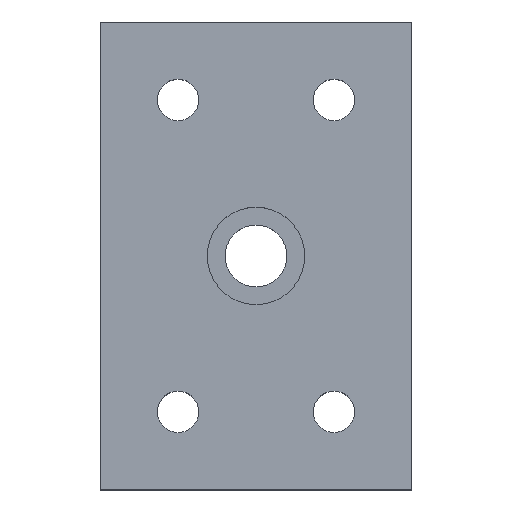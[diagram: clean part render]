
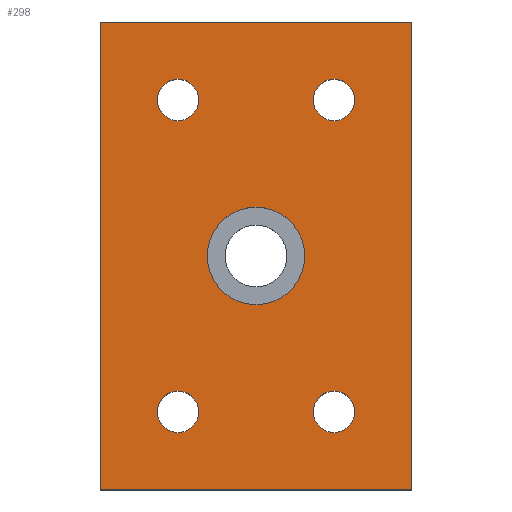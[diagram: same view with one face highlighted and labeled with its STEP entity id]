
A CAD part, top view. The second image highlights one B-rep face of the part: STEP entity #298.
In plain terms, the highlighted planar face has unit normal (0, 0, 1).
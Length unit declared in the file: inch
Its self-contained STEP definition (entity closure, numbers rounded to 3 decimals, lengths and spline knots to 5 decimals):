
#2 = AXIS2_PLACEMENT_3D ( 'NONE', #576, #633, #59 ) ;
#5 = VERTEX_POINT ( 'NONE', #645 ) ;
#7 = DIRECTION ( 'NONE',  ( 0., 0., 1. ) ) ;
#8 = CARTESIAN_POINT ( 'NONE',  ( 1.367, 0.5, 0.625 ) ) ;
#12 = CARTESIAN_POINT ( 'NONE',  ( 1.633, 0.5, 0.625 ) ) ;
#16 = VERTEX_POINT ( 'NONE', #12 ) ;
#19 = EDGE_CURVE ( 'NONE', #237, #5, #215, .T. ) ;
#31 = CARTESIAN_POINT ( 'NONE',  ( 1.3125, 1.5, 0.625 ) ) ;
#43 = EDGE_CURVE ( 'NONE', #448, #688, #516, .T. ) ;
#44 = CARTESIAN_POINT ( 'NONE',  ( 2., 0., 0.625 ) ) ;
#54 = LINE ( 'NONE', #546, #565 ) ;
#59 = DIRECTION ( 'NONE',  ( 1., 0., 0. ) ) ;
#61 = CARTESIAN_POINT ( 'NONE',  ( 1.5, 0.5, 0.625 ) ) ;
#62 = AXIS2_PLACEMENT_3D ( 'NONE', #239, #568, #187 ) ;
#66 = DIRECTION ( 'NONE',  ( 1., 0., 0. ) ) ;
#72 = CARTESIAN_POINT ( 'NONE',  ( 1.633, 2.5, 0.625 ) ) ;
#78 = ORIENTED_EDGE ( 'NONE', *, *, #43, .F. ) ;
#84 = DIRECTION ( 'NONE',  ( 1., 0., 0. ) ) ;
#86 = EDGE_LOOP ( 'NONE', ( #122, #381 ) ) ;
#91 = VERTEX_POINT ( 'NONE', #8 ) ;
#92 = VERTEX_POINT ( 'NONE', #399 ) ;
#100 = EDGE_LOOP ( 'NONE', ( #617, #380 ) ) ;
#106 = CARTESIAN_POINT ( 'NONE',  ( 1., 1.5, 0.625 ) ) ;
#108 = EDGE_CURVE ( 'NONE', #405, #238, #481, .T. ) ;
#115 = CARTESIAN_POINT ( 'NONE',  ( 1., 1.5, 0.625 ) ) ;
#122 = ORIENTED_EDGE ( 'NONE', *, *, #208, .F. ) ;
#129 = EDGE_CURVE ( 'NONE', #238, #405, #141, .T. ) ;
#135 = CARTESIAN_POINT ( 'NONE',  ( 0., 0., 0.625 ) ) ;
#136 = CARTESIAN_POINT ( 'NONE',  ( 1.5, 2.5, 0.625 ) ) ;
#137 = DIRECTION ( 'NONE',  ( 1., 0., 0. ) ) ;
#139 = LINE ( 'NONE', #384, #394 ) ;
#141 = CIRCLE ( 'NONE', #500, 0.133 ) ;
#155 = FACE_BOUND ( 'NONE', #350, .T. ) ;
#156 = EDGE_CURVE ( 'NONE', #319, #329, #54, .T. ) ;
#167 = DIRECTION ( 'NONE',  ( 1., 0., 0. ) ) ;
#179 = LINE ( 'NONE', #498, #446 ) ;
#185 = CARTESIAN_POINT ( 'NONE',  ( 0., 3., 0.625 ) ) ;
#187 = DIRECTION ( 'NONE',  ( 1., 0., 0. ) ) ;
#195 = EDGE_LOOP ( 'NONE', ( #505, #601, #312, #525 ) ) ;
#200 = DIRECTION ( 'NONE',  ( 0., 0., 1. ) ) ;
#201 = AXIS2_PLACEMENT_3D ( 'NONE', #637, #355, #450 ) ;
#206 = FACE_OUTER_BOUND ( 'NONE', #195, .T. ) ;
#208 = EDGE_CURVE ( 'NONE', #584, #92, #486, .T. ) ;
#215 = CIRCLE ( 'NONE', #282, 0.133 ) ;
#229 = LINE ( 'NONE', #44, #666 ) ;
#234 = DIRECTION ( 'NONE',  ( 0., 0., 1. ) ) ;
#237 = VERTEX_POINT ( 'NONE', #72 ) ;
#238 = VERTEX_POINT ( 'NONE', #460 ) ;
#239 = CARTESIAN_POINT ( 'NONE',  ( 1.5, 0.5, 0.625 ) ) ;
#246 = FACE_BOUND ( 'NONE', #86, .T. ) ;
#249 = AXIS2_PLACEMENT_3D ( 'NONE', #106, #528, #587 ) ;
#273 = VERTEX_POINT ( 'NONE', #458 ) ;
#277 = CIRCLE ( 'NONE', #451, 0.3125 ) ;
#279 = DIRECTION ( 'NONE',  ( -1., 0., 0. ) ) ;
#282 = AXIS2_PLACEMENT_3D ( 'NONE', #418, #474, #530 ) ;
#286 = CARTESIAN_POINT ( 'NONE',  ( 0.5, 0.5, 0.625 ) ) ;
#298 = ADVANCED_FACE ( 'NONE', ( #246, #155, #412, #311, #471, #206 ), #682, .F. ) ;
#307 = DIRECTION ( 'NONE',  ( 1., 0., 0. ) ) ;
#311 = FACE_BOUND ( 'NONE', #375, .T. ) ;
#312 = ORIENTED_EDGE ( 'NONE', *, *, #479, .T. ) ;
#319 = VERTEX_POINT ( 'NONE', #185 ) ;
#329 = VERTEX_POINT ( 'NONE', #135 ) ;
#331 = AXIS2_PLACEMENT_3D ( 'NONE', #136, #444, #84 ) ;
#346 = DIRECTION ( 'NONE',  ( 0., 1., 0. ) ) ;
#349 = CARTESIAN_POINT ( 'NONE',  ( 0.5, 0.5, 0.625 ) ) ;
#350 = EDGE_LOOP ( 'NONE', ( #558, #489 ) ) ;
#355 = DIRECTION ( 'NONE',  ( 0., 0., -1. ) ) ;
#375 = EDGE_LOOP ( 'NONE', ( #659, #473 ) ) ;
#380 = ORIENTED_EDGE ( 'NONE', *, *, #419, .F. ) ;
#381 = ORIENTED_EDGE ( 'NONE', *, *, #559, .F. ) ;
#384 = CARTESIAN_POINT ( 'NONE',  ( 0., 3., 0.625 ) ) ;
#390 = CARTESIAN_POINT ( 'NONE',  ( 2., 3., 0.625 ) ) ;
#391 = AXIS2_PLACEMENT_3D ( 'NONE', #349, #678, #137 ) ;
#394 = VECTOR ( 'NONE', #279, 39.37008 ) ;
#396 = EDGE_CURVE ( 'NONE', #688, #448, #277, .T. ) ;
#398 = DIRECTION ( 'NONE',  ( 0., -1., 0. ) ) ;
#399 = CARTESIAN_POINT ( 'NONE',  ( 0.367, 2.5, 0.625 ) ) ;
#400 = AXIS2_PLACEMENT_3D ( 'NONE', #615, #234, #561 ) ;
#405 = VERTEX_POINT ( 'NONE', #421 ) ;
#412 = FACE_BOUND ( 'NONE', #100, .T. ) ;
#418 = CARTESIAN_POINT ( 'NONE',  ( 1.5, 2.5, 0.625 ) ) ;
#419 = EDGE_CURVE ( 'NONE', #91, #16, #552, .T. ) ;
#421 = CARTESIAN_POINT ( 'NONE',  ( 0.633, 0.5, 0.625 ) ) ;
#441 = ORIENTED_EDGE ( 'NONE', *, *, #396, .F. ) ;
#444 = DIRECTION ( 'NONE',  ( 0., 0., 1. ) ) ;
#446 = VECTOR ( 'NONE', #673, 39.37008 ) ;
#448 = VERTEX_POINT ( 'NONE', #583 ) ;
#450 = DIRECTION ( 'NONE',  ( -1., 0., 0. ) ) ;
#451 = AXIS2_PLACEMENT_3D ( 'NONE', #115, #7, #307 ) ;
#458 = CARTESIAN_POINT ( 'NONE',  ( 2., 0., 0.625 ) ) ;
#460 = CARTESIAN_POINT ( 'NONE',  ( 0.367, 0.5, 0.625 ) ) ;
#462 = CIRCLE ( 'NONE', #331, 0.133 ) ;
#471 = FACE_BOUND ( 'NONE', #543, .T. ) ;
#473 = ORIENTED_EDGE ( 'NONE', *, *, #129, .F. ) ;
#474 = DIRECTION ( 'NONE',  ( 0., 0., 1. ) ) ;
#479 = EDGE_CURVE ( 'NONE', #273, #578, #229, .T. ) ;
#481 = CIRCLE ( 'NONE', #391, 0.133 ) ;
#486 = CIRCLE ( 'NONE', #2, 0.133 ) ;
#489 = ORIENTED_EDGE ( 'NONE', *, *, #562, .F. ) ;
#491 = EDGE_CURVE ( 'NONE', #16, #91, #514, .T. ) ;
#498 = CARTESIAN_POINT ( 'NONE',  ( 0., 0., 0.625 ) ) ;
#500 = AXIS2_PLACEMENT_3D ( 'NONE', #286, #200, #167 ) ;
#505 = ORIENTED_EDGE ( 'NONE', *, *, #156, .T. ) ;
#514 = CIRCLE ( 'NONE', #62, 0.133 ) ;
#516 = CIRCLE ( 'NONE', #249, 0.3125 ) ;
#525 = ORIENTED_EDGE ( 'NONE', *, *, #670, .T. ) ;
#526 = AXIS2_PLACEMENT_3D ( 'NONE', #61, #536, #66 ) ;
#528 = DIRECTION ( 'NONE',  ( 0., 0., 1. ) ) ;
#530 = DIRECTION ( 'NONE',  ( 1., 0., 0. ) ) ;
#536 = DIRECTION ( 'NONE',  ( 0., 0., 1. ) ) ;
#543 = EDGE_LOOP ( 'NONE', ( #441, #78 ) ) ;
#546 = CARTESIAN_POINT ( 'NONE',  ( 0., 0., 0.625 ) ) ;
#552 = CIRCLE ( 'NONE', #526, 0.133 ) ;
#558 = ORIENTED_EDGE ( 'NONE', *, *, #19, .F. ) ;
#559 = EDGE_CURVE ( 'NONE', #92, #584, #614, .T. ) ;
#561 = DIRECTION ( 'NONE',  ( 1., 0., 0. ) ) ;
#562 = EDGE_CURVE ( 'NONE', #5, #237, #462, .T. ) ;
#565 = VECTOR ( 'NONE', #398, 39.37008 ) ;
#568 = DIRECTION ( 'NONE',  ( 0., 0., 1. ) ) ;
#572 = EDGE_CURVE ( 'NONE', #329, #273, #179, .T. ) ;
#576 = CARTESIAN_POINT ( 'NONE',  ( 0.5, 2.5, 0.625 ) ) ;
#578 = VERTEX_POINT ( 'NONE', #390 ) ;
#583 = CARTESIAN_POINT ( 'NONE',  ( 0.6875, 1.5, 0.625 ) ) ;
#584 = VERTEX_POINT ( 'NONE', #671 ) ;
#587 = DIRECTION ( 'NONE',  ( 1., 0., 0. ) ) ;
#601 = ORIENTED_EDGE ( 'NONE', *, *, #572, .T. ) ;
#614 = CIRCLE ( 'NONE', #400, 0.133 ) ;
#615 = CARTESIAN_POINT ( 'NONE',  ( 0.5, 2.5, 0.625 ) ) ;
#617 = ORIENTED_EDGE ( 'NONE', *, *, #491, .F. ) ;
#633 = DIRECTION ( 'NONE',  ( 0., 0., 1. ) ) ;
#637 = CARTESIAN_POINT ( 'NONE',  ( 0., 0., 0.625 ) ) ;
#645 = CARTESIAN_POINT ( 'NONE',  ( 1.367, 2.5, 0.625 ) ) ;
#659 = ORIENTED_EDGE ( 'NONE', *, *, #108, .F. ) ;
#666 = VECTOR ( 'NONE', #346, 39.37008 ) ;
#670 = EDGE_CURVE ( 'NONE', #578, #319, #139, .T. ) ;
#671 = CARTESIAN_POINT ( 'NONE',  ( 0.633, 2.5, 0.625 ) ) ;
#673 = DIRECTION ( 'NONE',  ( 1., 0., 0. ) ) ;
#678 = DIRECTION ( 'NONE',  ( 0., 0., 1. ) ) ;
#682 = PLANE ( 'NONE',  #201 ) ;
#688 = VERTEX_POINT ( 'NONE', #31 ) ;
